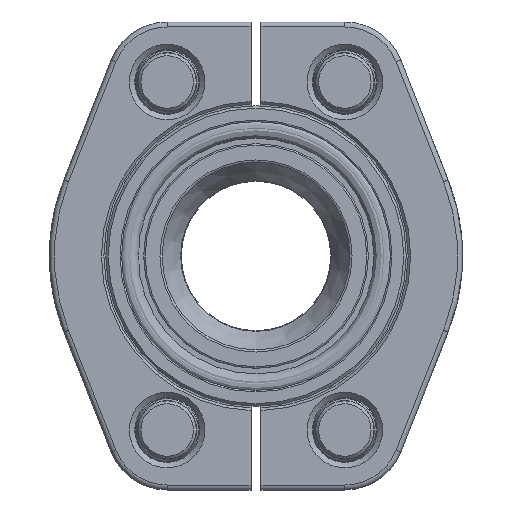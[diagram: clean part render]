
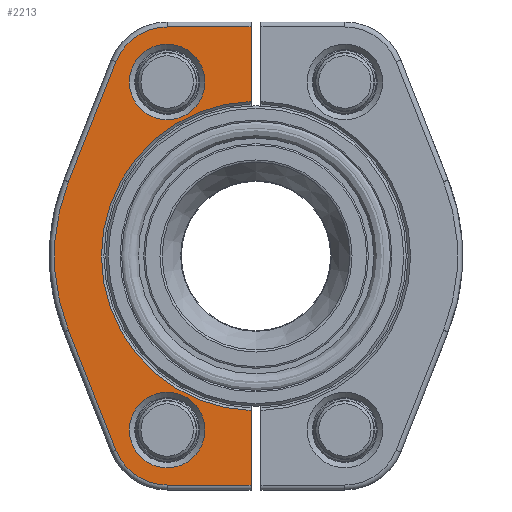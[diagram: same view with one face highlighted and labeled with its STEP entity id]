
A CAD part, left-side view. The second image highlights one B-rep face of the part: STEP entity #2213.
In plain terms, the highlighted face is planar.
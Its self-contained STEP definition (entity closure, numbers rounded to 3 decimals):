
#1035=PLANE('',#2696);
#1177=EDGE_LOOP('',(#1526));
#1178=EDGE_LOOP('',(#1527));
#1179=EDGE_LOOP('',(#1528,#1529,#1530,#1531,#1532,#1533,#1534,#1535,#1536,
#1537));
#1323=CIRCLE('',#2690,7.6);
#1324=CIRCLE('',#2691,7.6);
#1325=CIRCLE('',#2692,31.05);
#1326=CIRCLE('',#2693,11.05);
#1327=CIRCLE('',#2694,40.5);
#1328=CIRCLE('',#2695,11.05);
#1526=ORIENTED_EDGE('',*,*,#1896,.T.);
#1527=ORIENTED_EDGE('',*,*,#1897,.T.);
#1528=ORIENTED_EDGE('',*,*,#1898,.T.);
#1529=ORIENTED_EDGE('',*,*,#1899,.T.);
#1530=ORIENTED_EDGE('',*,*,#1900,.T.);
#1531=ORIENTED_EDGE('',*,*,#1901,.T.);
#1532=ORIENTED_EDGE('',*,*,#1902,.T.);
#1533=ORIENTED_EDGE('',*,*,#1903,.T.);
#1534=ORIENTED_EDGE('',*,*,#1904,.T.);
#1535=ORIENTED_EDGE('',*,*,#1905,.T.);
#1536=ORIENTED_EDGE('',*,*,#1906,.T.);
#1537=ORIENTED_EDGE('',*,*,#1907,.T.);
#1896=EDGE_CURVE('',#2509,#2509,#1323,.T.);
#1897=EDGE_CURVE('',#2510,#2510,#1324,.T.);
#1898=EDGE_CURVE('',#2511,#2512,#2051,.T.);
#1899=EDGE_CURVE('',#2512,#2513,#2052,.T.);
#1900=EDGE_CURVE('',#2513,#2514,#1325,.T.);
#1901=EDGE_CURVE('',#2514,#2515,#2053,.T.);
#1902=EDGE_CURVE('',#2515,#2516,#2054,.T.);
#1903=EDGE_CURVE('',#2516,#2517,#1326,.T.);
#1904=EDGE_CURVE('',#2517,#2518,#2055,.T.);
#1905=EDGE_CURVE('',#2518,#2519,#1327,.T.);
#1906=EDGE_CURVE('',#2519,#2520,#2056,.T.);
#1907=EDGE_CURVE('',#2520,#2511,#1328,.T.);
#2051=LINE('',#3662,#2111);
#2052=LINE('',#3665,#2112);
#2053=LINE('',#3669,#2113);
#2054=LINE('',#3671,#2114);
#2055=LINE('',#3675,#2115);
#2056=LINE('',#3679,#2116);
#2111=VECTOR('',#3086,1.);
#2112=VECTOR('',#3087,1.);
#2113=VECTOR('',#3090,1.);
#2114=VECTOR('',#3091,1.);
#2115=VECTOR('',#3094,1.);
#2116=VECTOR('',#3097,1.);
#2213=ADVANCED_FACE('',(#2389,#2390,#2391),#1035,.T.);
#2389=FACE_BOUND('',#1177,.T.);
#2390=FACE_BOUND('',#1178,.T.);
#2391=FACE_BOUND('',#1179,.T.);
#2509=VERTEX_POINT('',#3659);
#2510=VERTEX_POINT('',#3661);
#2511=VERTEX_POINT('',#3663);
#2512=VERTEX_POINT('',#3664);
#2513=VERTEX_POINT('',#3666);
#2514=VERTEX_POINT('',#3668);
#2515=VERTEX_POINT('',#3670);
#2516=VERTEX_POINT('',#3672);
#2517=VERTEX_POINT('',#3674);
#2518=VERTEX_POINT('',#3676);
#2519=VERTEX_POINT('',#3678);
#2520=VERTEX_POINT('',#3680);
#2690=AXIS2_PLACEMENT_3D('',#3658,#3082,#3083);
#2691=AXIS2_PLACEMENT_3D('',#3660,#3084,#3085);
#2692=AXIS2_PLACEMENT_3D('',#3667,#3088,#3089);
#2693=AXIS2_PLACEMENT_3D('',#3673,#3092,#3093);
#2694=AXIS2_PLACEMENT_3D('',#3677,#3095,#3096);
#2695=AXIS2_PLACEMENT_3D('',#3681,#3098,#3099);
#2696=AXIS2_PLACEMENT_3D('',#3682,#3100,#3101);
#3082=DIRECTION('',(0.,0.,1.));
#3083=DIRECTION('',(-1.,0.,0.));
#3084=DIRECTION('',(0.,0.,1.));
#3085=DIRECTION('',(-1.,0.,0.));
#3086=DIRECTION('',(0.,-1.,0.));
#3087=DIRECTION('',(-1.,0.,0.));
#3088=DIRECTION('',(0.,0.,1.));
#3089=DIRECTION('',(-1.,0.,0.));
#3090=DIRECTION('',(-1.,0.,0.));
#3091=DIRECTION('',(0.,1.,0.));
#3092=DIRECTION('',(0.,0.,-1.));
#3093=DIRECTION('',(-1.,0.,0.));
#3094=DIRECTION('',(0.93,0.368,0.));
#3095=DIRECTION('',(0.,0.,-1.));
#3096=DIRECTION('',(-1.,0.,0.));
#3097=DIRECTION('',(0.93,-0.368,0.));
#3098=DIRECTION('',(0.,0.,-1.));
#3099=DIRECTION('',(-1.,0.,0.));
#3100=DIRECTION('',(0.,0.,-1.));
#3101=DIRECTION('',(-1.,0.,0.));
#3658=CARTESIAN_POINT('',(34.95,17.85,0.));
#3659=CARTESIAN_POINT('',(27.35,17.85,0.));
#3660=CARTESIAN_POINT('',(-34.95,17.85,0.));
#3661=CARTESIAN_POINT('',(-42.55,17.85,0.));
#3662=CARTESIAN_POINT('',(46.,-17.85,0.));
#3663=CARTESIAN_POINT('',(46.,17.85,0.));
#3664=CARTESIAN_POINT('',(46.,1.,0.));
#3665=CARTESIAN_POINT('',(54.,1.,0.));
#3666=CARTESIAN_POINT('',(31.034,1.,0.));
#3667=CARTESIAN_POINT('',(0.,0.,0.));
#3668=CARTESIAN_POINT('',(-31.034,1.,0.));
#3669=CARTESIAN_POINT('',(54.,1.,0.));
#3670=CARTESIAN_POINT('',(-46.,1.,0.));
#3671=CARTESIAN_POINT('',(-46.,-17.85,0.));
#3672=CARTESIAN_POINT('',(-46.,17.85,0.));
#3673=CARTESIAN_POINT('',(-34.95,17.85,0.));
#3674=CARTESIAN_POINT('',(-39.013,28.126,0.));
#3675=CARTESIAN_POINT('',(9.231,47.2,0.));
#3676=CARTESIAN_POINT('',(-14.891,37.663,0.));
#3677=CARTESIAN_POINT('',(0.,0.,0.));
#3678=CARTESIAN_POINT('',(14.891,37.663,0.));
#3679=CARTESIAN_POINT('',(51.219,23.3,0.));
#3680=CARTESIAN_POINT('',(39.013,28.126,0.));
#3681=CARTESIAN_POINT('',(34.95,17.85,0.));
#3682=CARTESIAN_POINT('',(34.95,-17.85,0.));
